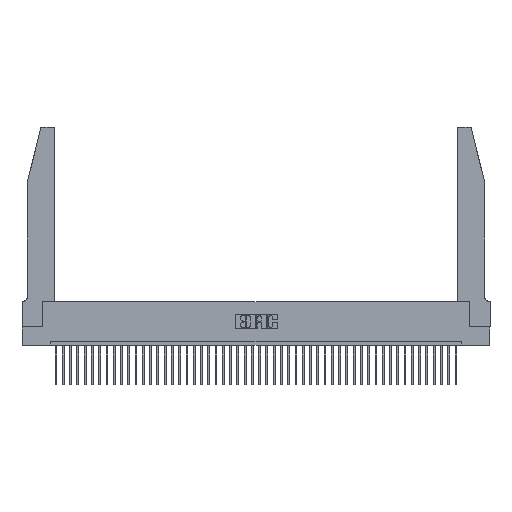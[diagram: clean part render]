
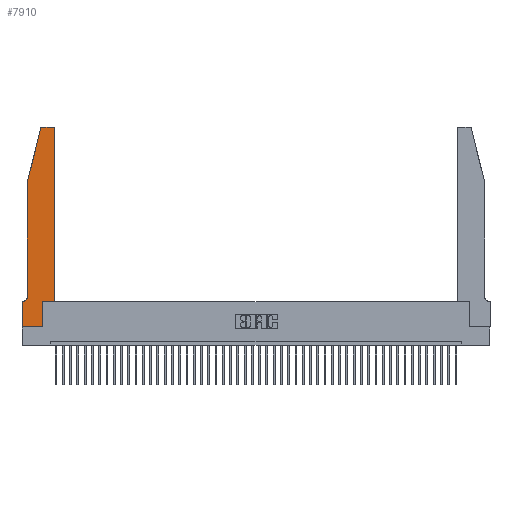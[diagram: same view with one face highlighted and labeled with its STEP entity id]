
A CAD part, top view. The second image highlights one B-rep face of the part: STEP entity #7910.
In plain terms, the highlighted planar face has unit normal (0, 0, 1).
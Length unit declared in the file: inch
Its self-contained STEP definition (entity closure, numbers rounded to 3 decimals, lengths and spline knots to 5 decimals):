
#551 = CARTESIAN_POINT ( 'NONE',  ( 0.25487, 2.72718, 0.37 ) ) ;
#841 = CARTESIAN_POINT ( 'NONE',  ( 0.4505, 0.35, 0.37 ) ) ;
#892 = VECTOR ( 'NONE', #41054, 39.37008 ) ;
#1250 = CARTESIAN_POINT ( 'NONE',  ( 0.0055, 0.42, 0.37 ) ) ;
#3668 = LINE ( 'NONE', #16696, #892 ) ;
#3835 = ORIENTED_EDGE ( 'NONE', *, *, #15597, .T. ) ;
#3952 = ORIENTED_EDGE ( 'NONE', *, *, #40049, .T. ) ;
#4498 = DIRECTION ( 'NONE',  ( 0., 0., 1. ) ) ;
#4650 = PLANE ( 'NONE',  #43054 ) ;
#4658 = CARTESIAN_POINT ( 'NONE',  ( 0.0755, 2., 0.37 ) ) ;
#4859 = DIRECTION ( 'NONE',  ( 1., 0., 0. ) ) ;
#5145 = VERTEX_POINT ( 'NONE', #15655 ) ;
#5296 = AXIS2_PLACEMENT_3D ( 'NONE', #42723, #32156, #25726 ) ;
#5419 = CARTESIAN_POINT ( 'NONE',  ( 0.2865, 0.35, 0.37 ) ) ;
#6004 = FACE_OUTER_BOUND ( 'NONE', #33687, .T. ) ;
#6377 = CARTESIAN_POINT ( 'NONE',  ( 0.0055, 0.35, 0.37 ) ) ;
#6857 = ORIENTED_EDGE ( 'NONE', *, *, #38101, .T. ) ;
#7454 = CARTESIAN_POINT ( 'NONE',  ( 0.2865, 0.35, 0.37 ) ) ;
#7575 = VECTOR ( 'NONE', #23210, 39.37008 ) ;
#7755 = EDGE_CURVE ( 'NONE', #35131, #21645, #12280, .T. ) ;
#7910 = ADVANCED_FACE ( 'NONE', ( #6004 ), #4650, .T. ) ;
#8589 = VECTOR ( 'NONE', #32539, 39.37008 ) ;
#9003 = CARTESIAN_POINT ( 'NONE',  ( 0.0755, 0.42, 0.37 ) ) ;
#9200 = CARTESIAN_POINT ( 'NONE',  ( 0.2605, 2.75, 0.37 ) ) ;
#9305 = CIRCLE ( 'NONE', #29932, 0.03 ) ;
#10252 = LINE ( 'NONE', #841, #8589 ) ;
#11253 = EDGE_CURVE ( 'NONE', #37207, #16577, #10252, .T. ) ;
#12280 = CIRCLE ( 'NONE', #37270, 0.07 ) ;
#12919 = ORIENTED_EDGE ( 'NONE', *, *, #32311, .T. ) ;
#13653 = ORIENTED_EDGE ( 'NONE', *, *, #15748, .T. ) ;
#13888 = CARTESIAN_POINT ( 'NONE',  ( 0.4505, 0.35, 0.37 ) ) ;
#15287 = LINE ( 'NONE', #9200, #34406 ) ;
#15394 = DIRECTION ( 'NONE',  ( -1., 0., 0. ) ) ;
#15408 = CIRCLE ( 'NONE', #5296, 0.03 ) ;
#15597 = EDGE_CURVE ( 'NONE', #42971, #37322, #3668, .T. ) ;
#15655 = CARTESIAN_POINT ( 'NONE',  ( 0.0755, 2., 0.37 ) ) ;
#15748 = EDGE_CURVE ( 'NONE', #26253, #5145, #21554, .T. ) ;
#16330 = VERTEX_POINT ( 'NONE', #26363 ) ;
#16369 = CARTESIAN_POINT ( 'NONE',  ( 0., 0., 0.37 ) ) ;
#16496 = ORIENTED_EDGE ( 'NONE', *, *, #24046, .T. ) ;
#16577 = VERTEX_POINT ( 'NONE', #13888 ) ;
#16696 = CARTESIAN_POINT ( 'NONE',  ( 0., 0., 0.37 ) ) ;
#16751 = VECTOR ( 'NONE', #36472, 39.37008 ) ;
#16867 = LINE ( 'NONE', #33291, #7575 ) ;
#18277 = LINE ( 'NONE', #36375, #39497 ) ;
#19045 = ORIENTED_EDGE ( 'NONE', *, *, #11253, .T. ) ;
#19251 = ORIENTED_EDGE ( 'NONE', *, *, #31020, .T. ) ;
#19422 = VECTOR ( 'NONE', #39517, 39.37008 ) ;
#21554 = LINE ( 'NONE', #43140, #16751 ) ;
#21645 = VERTEX_POINT ( 'NONE', #6377 ) ;
#21926 = CARTESIAN_POINT ( 'NONE',  ( 0., 0.35, 0.37 ) ) ;
#22686 = ORIENTED_EDGE ( 'NONE', *, *, #7755, .T. ) ;
#23210 = DIRECTION ( 'NONE',  ( -1., 0., 0. ) ) ;
#23821 = EDGE_CURVE ( 'NONE', #26201, #41791, #15408, .T. ) ;
#24046 = EDGE_CURVE ( 'NONE', #37322, #39234, #42036, .T. ) ;
#24199 = ORIENTED_EDGE ( 'NONE', *, *, #23821, .T. ) ;
#25341 = CARTESIAN_POINT ( 'NONE',  ( 0.2865, 0., 0.37 ) ) ;
#25572 = DIRECTION ( 'NONE',  ( 0., 1., 0. ) ) ;
#25726 = DIRECTION ( 'NONE',  ( 1., 0., 0. ) ) ;
#26153 = EDGE_CURVE ( 'NONE', #21645, #42971, #16867, .T. ) ;
#26201 = VERTEX_POINT ( 'NONE', #32780 ) ;
#26253 = VERTEX_POINT ( 'NONE', #551 ) ;
#26363 = CARTESIAN_POINT ( 'NONE',  ( 0.284, 2.75, 0.37 ) ) ;
#28542 = LINE ( 'NONE', #7454, #38376 ) ;
#28653 = LINE ( 'NONE', #4658, #19422 ) ;
#29932 = AXIS2_PLACEMENT_3D ( 'NONE', #36488, #4498, #40201 ) ;
#30101 = ORIENTED_EDGE ( 'NONE', *, *, #39780, .T. ) ;
#31020 = EDGE_CURVE ( 'NONE', #16577, #26201, #18277, .T. ) ;
#32156 = DIRECTION ( 'NONE',  ( 0., 0., 1. ) ) ;
#32262 = CARTESIAN_POINT ( 'NONE',  ( 0., 0., 0.37 ) ) ;
#32311 = EDGE_CURVE ( 'NONE', #39234, #37207, #28542, .T. ) ;
#32539 = DIRECTION ( 'NONE',  ( 1., 0., 0. ) ) ;
#32697 = DIRECTION ( 'NONE',  ( 1., 0., 0. ) ) ;
#32780 = CARTESIAN_POINT ( 'NONE',  ( 0.4505, 2.72, 0.37 ) ) ;
#33247 = CARTESIAN_POINT ( 'NONE',  ( 0.4205, 2.75, 0.37 ) ) ;
#33291 = CARTESIAN_POINT ( 'NONE',  ( 0.0755, 0.35, 0.37 ) ) ;
#33687 = EDGE_LOOP ( 'NONE', ( #3952, #30101, #13653, #6857, #22686, #40532, #3835, #16496, #12919, #19045, #19251, #24199 ) ) ;
#34406 = VECTOR ( 'NONE', #43993, 39.37008 ) ;
#34481 = VECTOR ( 'NONE', #4859, 39.37008 ) ;
#35131 = VERTEX_POINT ( 'NONE', #9003 ) ;
#35998 = CARTESIAN_POINT ( 'NONE',  ( 0., 0.35, 0.37 ) ) ;
#36198 = DIRECTION ( 'NONE',  ( 0., 1., 0. ) ) ;
#36375 = CARTESIAN_POINT ( 'NONE',  ( 0.4505, 0.35, 0.37 ) ) ;
#36472 = DIRECTION ( 'NONE',  ( -0.239, -0.971, 0. ) ) ;
#36488 = CARTESIAN_POINT ( 'NONE',  ( 0.284, 2.72, 0.37 ) ) ;
#37207 = VERTEX_POINT ( 'NONE', #5419 ) ;
#37270 = AXIS2_PLACEMENT_3D ( 'NONE', #1250, #42915, #15394 ) ;
#37322 = VERTEX_POINT ( 'NONE', #16369 ) ;
#38101 = EDGE_CURVE ( 'NONE', #5145, #35131, #28653, .T. ) ;
#38376 = VECTOR ( 'NONE', #36198, 39.37008 ) ;
#39234 = VERTEX_POINT ( 'NONE', #25341 ) ;
#39497 = VECTOR ( 'NONE', #25572, 39.37008 ) ;
#39509 = DIRECTION ( 'NONE',  ( 0., 0., 1. ) ) ;
#39517 = DIRECTION ( 'NONE',  ( 0., -1., 0. ) ) ;
#39780 = EDGE_CURVE ( 'NONE', #16330, #26253, #9305, .T. ) ;
#40049 = EDGE_CURVE ( 'NONE', #41791, #16330, #15287, .T. ) ;
#40201 = DIRECTION ( 'NONE',  ( 1., 0., 0. ) ) ;
#40532 = ORIENTED_EDGE ( 'NONE', *, *, #26153, .T. ) ;
#41054 = DIRECTION ( 'NONE',  ( 0., -1., 0. ) ) ;
#41791 = VERTEX_POINT ( 'NONE', #33247 ) ;
#42036 = LINE ( 'NONE', #32262, #34481 ) ;
#42723 = CARTESIAN_POINT ( 'NONE',  ( 0.4205, 2.72, 0.37 ) ) ;
#42915 = DIRECTION ( 'NONE',  ( 0., 0., -1. ) ) ;
#42971 = VERTEX_POINT ( 'NONE', #21926 ) ;
#43054 = AXIS2_PLACEMENT_3D ( 'NONE', #35998, #39509, #32697 ) ;
#43140 = CARTESIAN_POINT ( 'NONE',  ( 0.0755, 2., 0.37 ) ) ;
#43993 = DIRECTION ( 'NONE',  ( -1., 0., 0. ) ) ;
